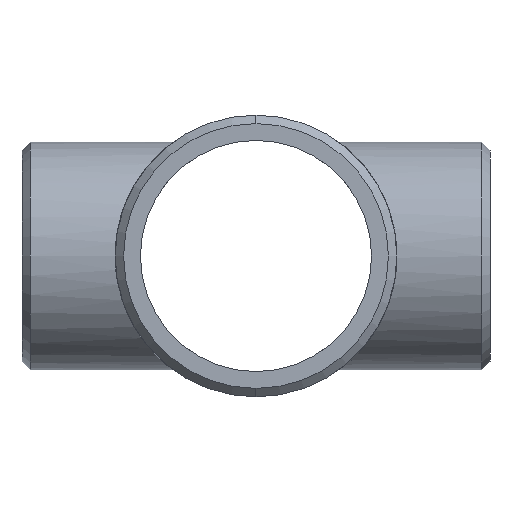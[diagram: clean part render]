
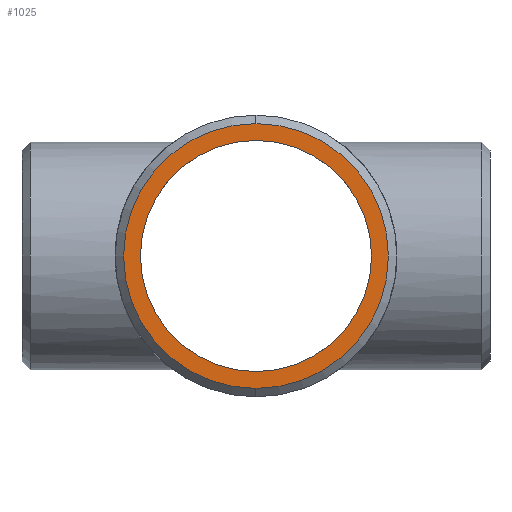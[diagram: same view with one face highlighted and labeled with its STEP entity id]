
A CAD part, left-side view. The second image highlights one B-rep face of the part: STEP entity #1025.
In plain terms, the highlighted planar face has unit normal (-1, 0, 0).
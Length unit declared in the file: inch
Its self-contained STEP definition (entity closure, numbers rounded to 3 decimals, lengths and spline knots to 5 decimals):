
#46 = EDGE_CURVE ( 'NONE', #124, #993, #1265, .T. ) ;
#73 = AXIS2_PLACEMENT_3D ( 'NONE', #524, #416, #1254 ) ;
#124 = VERTEX_POINT ( 'NONE', #763 ) ;
#134 = CARTESIAN_POINT ( 'NONE',  ( -4.88, 0., 2.61483 ) ) ;
#201 = CARTESIAN_POINT ( 'NONE',  ( -4.88, 0., 0. ) ) ;
#229 = CARTESIAN_POINT ( 'NONE',  ( -4.88, 0., -2.61483 ) ) ;
#275 = CARTESIAN_POINT ( 'NONE',  ( -4.88, 0., 0. ) ) ;
#340 = EDGE_CURVE ( 'NONE', #1116, #557, #916, .T. ) ;
#416 = DIRECTION ( 'NONE',  ( -1., 0., 0. ) ) ;
#519 = FACE_BOUND ( 'NONE', #759, .T. ) ;
#523 = AXIS2_PLACEMENT_3D ( 'NONE', #686, #767, #1078 ) ;
#524 = CARTESIAN_POINT ( 'NONE',  ( -4.88, 0., 0. ) ) ;
#557 = VERTEX_POINT ( 'NONE', #229 ) ;
#591 = EDGE_LOOP ( 'NONE', ( #761, #805 ) ) ;
#619 = AXIS2_PLACEMENT_3D ( 'NONE', #1217, #700, #1124 ) ;
#671 = AXIS2_PLACEMENT_3D ( 'NONE', #275, #1207, #803 ) ;
#686 = CARTESIAN_POINT ( 'NONE',  ( -4.88, 0., 0. ) ) ;
#700 = DIRECTION ( 'NONE',  ( -1., 0., 0. ) ) ;
#751 = DIRECTION ( 'NONE',  ( 0., 0., 1. ) ) ;
#759 = EDGE_LOOP ( 'NONE', ( #779, #1267 ) ) ;
#761 = ORIENTED_EDGE ( 'NONE', *, *, #1129, .T. ) ;
#763 = CARTESIAN_POINT ( 'NONE',  ( -4.88, 0., -2.2815 ) ) ;
#767 = DIRECTION ( 'NONE',  ( -1., 0., 0. ) ) ;
#779 = ORIENTED_EDGE ( 'NONE', *, *, #807, .T. ) ;
#796 = CIRCLE ( 'NONE', #523, 2.61483 ) ;
#803 = DIRECTION ( 'NONE',  ( 0., 0., 1. ) ) ;
#805 = ORIENTED_EDGE ( 'NONE', *, *, #340, .T. ) ;
#807 = EDGE_CURVE ( 'NONE', #993, #124, #868, .T. ) ;
#847 = AXIS2_PLACEMENT_3D ( 'NONE', #201, #875, #751 ) ;
#868 = CIRCLE ( 'NONE', #847, 2.2815 ) ;
#875 = DIRECTION ( 'NONE',  ( 1., 0., 0. ) ) ;
#916 = CIRCLE ( 'NONE', #619, 2.61483 ) ;
#993 = VERTEX_POINT ( 'NONE', #1042 ) ;
#1025 = ADVANCED_FACE ( 'NONE', ( #1356, #519 ), #1248, .T. ) ;
#1042 = CARTESIAN_POINT ( 'NONE',  ( -4.88, 0., 2.2815 ) ) ;
#1078 = DIRECTION ( 'NONE',  ( 0., 0., 1. ) ) ;
#1116 = VERTEX_POINT ( 'NONE', #134 ) ;
#1124 = DIRECTION ( 'NONE',  ( 0., 0., 1. ) ) ;
#1129 = EDGE_CURVE ( 'NONE', #557, #1116, #796, .T. ) ;
#1207 = DIRECTION ( 'NONE',  ( 1., 0., 0. ) ) ;
#1217 = CARTESIAN_POINT ( 'NONE',  ( -4.88, 0., 0. ) ) ;
#1248 = PLANE ( 'NONE',  #73 ) ;
#1254 = DIRECTION ( 'NONE',  ( 0., 0., -1. ) ) ;
#1265 = CIRCLE ( 'NONE', #671, 2.2815 ) ;
#1267 = ORIENTED_EDGE ( 'NONE', *, *, #46, .T. ) ;
#1356 = FACE_OUTER_BOUND ( 'NONE', #591, .T. ) ;
